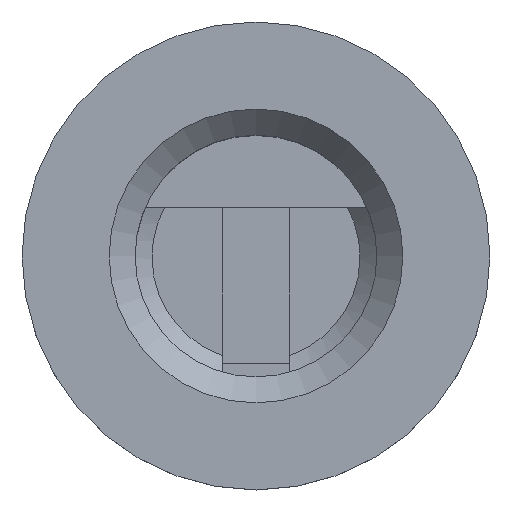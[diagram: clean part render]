
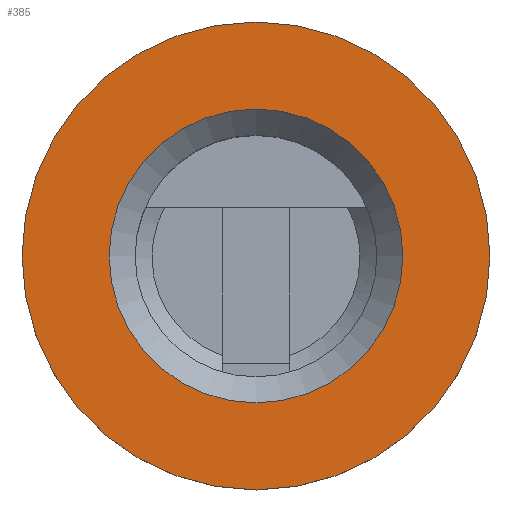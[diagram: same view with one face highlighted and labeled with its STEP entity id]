
A CAD part, top view. The second image highlights one B-rep face of the part: STEP entity #385.
In plain terms, the highlighted planar face has unit normal (0, 0, 1).
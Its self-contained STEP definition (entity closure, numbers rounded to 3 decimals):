
#25=FACE_BOUND('',#68,.T.);
#43=FACE_OUTER_BOUND('',#67,.T.);
#67=EDGE_LOOP('',(#327));
#68=EDGE_LOOP('',(#328));
#151=CIRCLE('',#426,2.825);
#156=CIRCLE('',#433,4.5);
#187=VERTEX_POINT('',#639);
#192=VERTEX_POINT('',#653);
#234=EDGE_CURVE('',#187,#187,#151,.T.);
#241=EDGE_CURVE('',#192,#192,#156,.T.);
#327=ORIENTED_EDGE('',*,*,#241,.T.);
#328=ORIENTED_EDGE('',*,*,#234,.F.);
#368=PLANE('',#432);
#385=ADVANCED_FACE('',(#43,#25),#368,.T.);
#426=AXIS2_PLACEMENT_3D('',#640,#513,#514);
#432=AXIS2_PLACEMENT_3D('',#652,#527,#528);
#433=AXIS2_PLACEMENT_3D('',#654,#529,#530);
#513=DIRECTION('center_axis',(0.,0.,1.));
#514=DIRECTION('ref_axis',(-1.,0.,0.));
#527=DIRECTION('center_axis',(0.,0.,1.));
#528=DIRECTION('ref_axis',(1.,0.,0.));
#529=DIRECTION('center_axis',(0.,0.,1.));
#530=DIRECTION('ref_axis',(-1.,0.,0.));
#639=CARTESIAN_POINT('',(2.825,0.,4.5));
#640=CARTESIAN_POINT('Origin',(0.,0.,4.5));
#652=CARTESIAN_POINT('Origin',(0.,0.,4.5));
#653=CARTESIAN_POINT('',(4.5,0.,4.5));
#654=CARTESIAN_POINT('Origin',(0.,0.,4.5));
